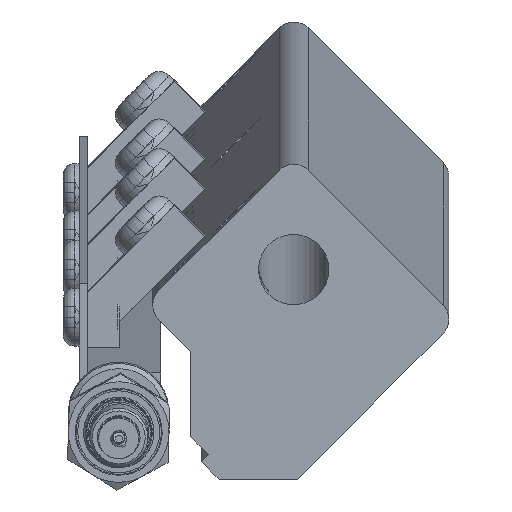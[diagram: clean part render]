
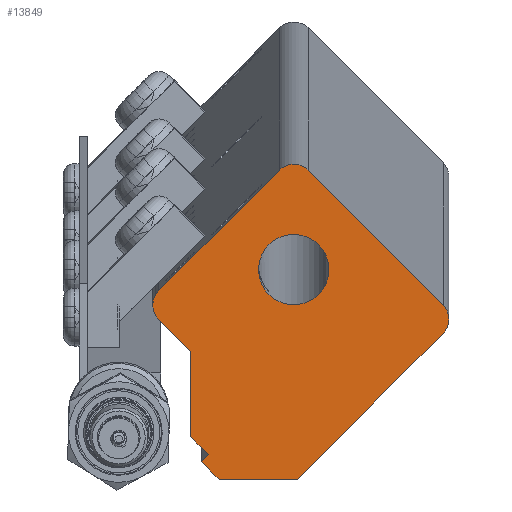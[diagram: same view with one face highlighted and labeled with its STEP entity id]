
A CAD part, top view. The second image highlights one B-rep face of the part: STEP entity #13849.
In plain terms, the highlighted planar face has unit normal (0, -0.02, 1).
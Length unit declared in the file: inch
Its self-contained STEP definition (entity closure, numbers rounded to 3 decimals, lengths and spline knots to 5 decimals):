
#1201=LINE('',#22008,#2124);
#1228=LINE('',#22206,#2151);
#1231=LINE('',#22212,#2154);
#1234=LINE('',#22218,#2157);
#1266=LINE('',#22382,#2189);
#1275=LINE('',#22400,#2198);
#1278=LINE('',#22406,#2201);
#1280=LINE('',#22409,#2203);
#1282=LINE('',#22412,#2205);
#2124=VECTOR('',#17823,0.3937);
#2151=VECTOR('',#18068,0.3937);
#2154=VECTOR('',#18073,0.3937);
#2157=VECTOR('',#18078,0.3937);
#2189=VECTOR('',#18266,0.3937);
#2198=VECTOR('',#18283,0.3937);
#2201=VECTOR('',#18288,0.3937);
#2203=VECTOR('',#18292,0.3937);
#2205=VECTOR('',#18296,0.3937);
#2808=FACE_BOUND('',#4431,.T.);
#3390=FACE_OUTER_BOUND('',#4430,.T.);
#4430=EDGE_LOOP('',(#10671,#10672,#10673,#10674,#10675,#10676,#10677,#10678,
#10679,#10680,#10681,#10682));
#4431=EDGE_LOOP('',(#10683));
#5062=CIRCLE('',#15094,0.125);
#5096=CIRCLE('',#15164,0.21875);
#5099=CIRCLE('',#15168,0.125);
#5101=CIRCLE('',#15172,0.125);
#5965=VERTEX_POINT('',#22001);
#5968=VERTEX_POINT('',#22006);
#6030=VERTEX_POINT('',#22204);
#6032=VERTEX_POINT('',#22210);
#6034=VERTEX_POINT('',#22216);
#6036=VERTEX_POINT('',#22222);
#6082=VERTEX_POINT('',#22362);
#6086=VERTEX_POINT('',#22374);
#6087=VERTEX_POINT('',#22376);
#6088=VERTEX_POINT('',#22380);
#6091=VERTEX_POINT('',#22392);
#6093=VERTEX_POINT('',#22398);
#6095=VERTEX_POINT('',#22404);
#7514=EDGE_CURVE('',#5968,#5965,#1201,.T.);
#7601=EDGE_CURVE('',#6030,#5968,#1228,.T.);
#7604=EDGE_CURVE('',#6032,#6030,#1231,.T.);
#7607=EDGE_CURVE('',#6034,#6032,#1234,.T.);
#7610=EDGE_CURVE('',#6036,#6034,#5062,.T.);
#7679=EDGE_CURVE('',#6082,#6082,#5096,.T.);
#7687=EDGE_CURVE('',#6087,#6086,#5099,.T.);
#7690=EDGE_CURVE('',#6086,#6088,#1266,.T.);
#7698=EDGE_CURVE('',#6088,#6091,#5101,.T.);
#7701=EDGE_CURVE('',#6091,#6093,#1275,.T.);
#7704=EDGE_CURVE('',#6093,#6095,#1278,.T.);
#7706=EDGE_CURVE('',#6095,#5965,#1280,.T.);
#7708=EDGE_CURVE('',#6087,#6036,#1282,.T.);
#10671=ORIENTED_EDGE('',*,*,#7708,.F.);
#10672=ORIENTED_EDGE('',*,*,#7687,.T.);
#10673=ORIENTED_EDGE('',*,*,#7690,.T.);
#10674=ORIENTED_EDGE('',*,*,#7698,.T.);
#10675=ORIENTED_EDGE('',*,*,#7701,.T.);
#10676=ORIENTED_EDGE('',*,*,#7704,.T.);
#10677=ORIENTED_EDGE('',*,*,#7706,.T.);
#10678=ORIENTED_EDGE('',*,*,#7514,.F.);
#10679=ORIENTED_EDGE('',*,*,#7601,.F.);
#10680=ORIENTED_EDGE('',*,*,#7604,.F.);
#10681=ORIENTED_EDGE('',*,*,#7607,.F.);
#10682=ORIENTED_EDGE('',*,*,#7610,.F.);
#10683=ORIENTED_EDGE('',*,*,#7679,.T.);
#12309=PLANE('',#15178);
#13849=ADVANCED_FACE('',(#3390,#2808),#12309,.F.);
#15094=AXIS2_PLACEMENT_3D('',#22224,#18084,#18085);
#15164=AXIS2_PLACEMENT_3D('',#22363,#18247,#18248);
#15168=AXIS2_PLACEMENT_3D('',#22377,#18260,#18261);
#15172=AXIS2_PLACEMENT_3D('',#22394,#18277,#18278);
#15178=AXIS2_PLACEMENT_3D('',#22414,#18299,#18300);
#17823=DIRECTION('',(0.707,0.707,0.014));
#18068=DIRECTION('',(-0.707,0.707,0.014));
#18073=DIRECTION('',(-1.,0.,0.));
#18078=DIRECTION('',(-0.707,-0.707,-0.014));
#18084=DIRECTION('center_axis',(0.,0.02,
-1.));
#18085=DIRECTION('ref_axis',(0.707,0.707,0.014));
#18247=DIRECTION('center_axis',(0.,0.02,
-1.));
#18248=DIRECTION('ref_axis',(0.707,-0.707,-0.014));
#18260=DIRECTION('center_axis',(0.,-0.02,
1.));
#18261=DIRECTION('ref_axis',(0.707,-0.707,-0.014));
#18266=DIRECTION('',(-0.707,-0.707,-0.014));
#18277=DIRECTION('center_axis',(0.,-0.02,
1.));
#18278=DIRECTION('ref_axis',(0.707,0.707,0.014));
#18283=DIRECTION('',(0.707,-0.707,-0.014));
#18288=DIRECTION('',(0.,-1.,-0.02));
#18292=DIRECTION('',(0.707,-0.707,-0.014));
#18296=DIRECTION('',(0.707,-0.707,-0.014));
#18299=DIRECTION('center_axis',(0.,0.02,
-1.));
#18300=DIRECTION('ref_axis',(-0.707,0.707,0.014));
#22001=CARTESIAN_POINT('',(2.64908,-3.56508,47.03848));
#22006=CARTESIAN_POINT('',(2.60488,-3.60927,47.03759));
#22008=CARTESIAN_POINT('',(2.60488,-3.60927,47.03759));
#22204=CARTESIAN_POINT('',(2.71537,-3.71973,47.03537));
#22206=CARTESIAN_POINT('',(2.71537,-3.71973,47.03537));
#22210=CARTESIAN_POINT('',(3.2015,-3.71973,47.03537));
#22212=CARTESIAN_POINT('',(3.2015,-3.71973,47.03537));
#22216=CARTESIAN_POINT('',(4.10748,-2.81394,47.05364));
#22218=CARTESIAN_POINT('',(4.10748,-2.81394,47.05364));
#22222=CARTESIAN_POINT('',(4.10748,-2.63719,47.0572));
#22224=CARTESIAN_POINT('Origin',(4.01909,-2.72557,47.05542));
#22362=CARTESIAN_POINT('',(3.02473,-2.26162,47.06478));
#22363=CARTESIAN_POINT('Origin',(3.17941,-2.41627,47.06166));
#22374=CARTESIAN_POINT('',(3.09102,-1.79768,47.07413));
#22376=CARTESIAN_POINT('',(3.26779,-1.79768,47.07413));
#22377=CARTESIAN_POINT('Origin',(3.17941,-1.88605,47.07235));
#22380=CARTESIAN_POINT('',(2.33972,-2.54882,47.05898));
#22382=CARTESIAN_POINT('',(3.09102,-1.79768,47.07413));
#22392=CARTESIAN_POINT('',(2.33972,-2.72557,47.05542));
#22394=CARTESIAN_POINT('Origin',(2.4281,-2.63719,47.0572));
#22398=CARTESIAN_POINT('',(2.53859,-2.9244,47.05141));
#22400=CARTESIAN_POINT('',(2.33972,-2.72557,47.05542));
#22404=CARTESIAN_POINT('',(2.53859,-3.45462,47.04071));
#22406=CARTESIAN_POINT('',(2.53859,-2.9244,47.05141));
#22409=CARTESIAN_POINT('',(2.53859,-3.45462,47.04071));
#22412=CARTESIAN_POINT('',(3.84232,-2.37208,47.06255));
#22414=CARTESIAN_POINT('Origin',(2.99971,-2.62308,47.05748));
